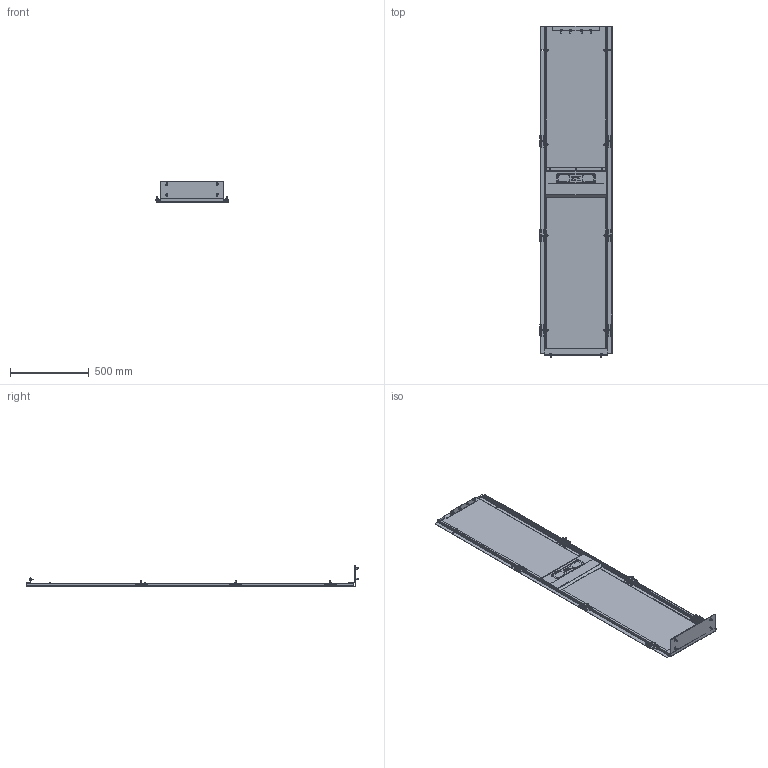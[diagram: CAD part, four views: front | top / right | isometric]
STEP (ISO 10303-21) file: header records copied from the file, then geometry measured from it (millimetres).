
FILE_DESCRIPTION (( 'STEP AP203' ), '1' );
FILE_NAME ('ITK DATAROW Ïàíåëü èçîë. ôð. 42U 400 ñåð..STEP', '2024-12-11T11:34:09', ( '' ), ( '' ), 'SwSTEP 2.0', 'SolidWorks 2022', '' );
FILE_SCHEMA (( 'CONFIG_CONTROL_DESIGN' ));
Length unit declared in the file: millimetre
Products named in the file (15): АГИЕ 282.02.00.002_-06; Болты с шестигранной головкой (повышенной точности) ГОСТ 7805_М8х20; АГИЕ 282.05.00.002_-03; АГИЕ 282.02.01.000СБ_-03; Гайка DIN 934_М 6; Винт полусфера с прессшайбой DIN 967_M6х20; Копия Лента уплотнительная самоклеющая УПСГ 2х15 мм^АГИЕ 282.02.00.000СБ_-03; ITK DATAROW Панель изол. фр. 42U 400 сер.; Копия Резьбовая заклепка потай^АГИЕ 282.02.01.000СБ_М6; АГИЕ 282.05.00.003_-03; АГИЕ 282.02.00.003_-00; АГИЕ 282.02.00.002_-07; АГИЕ 282.02.00.001_-03; АГИЕ 282.02.00.000СБ_-03; АГИЕ 282.02.00.005
Assembly tree (58 placements, depth 4):
  ITK DATAROW Панель изол. фр. 42U 400 сер.
    АГИЕ 282.02.00.000СБ_-03
      АГИЕ 282.02.01.000СБ_-03
        АГИЕ 282.02.00.001_-03
        Копия Резьбовая заклепка потай^АГИЕ 282.02.01.000СБ_М6  x12
      АГИЕ 282.05.00.002_-03
      АГИЕ 282.05.00.003_-03
      Копия Лента уплотнительная самоклеющая УПСГ 2х15 мм^АГИЕ 282.02.00.000СБ_-03  x2
    Болты с шестигранной головкой (повышенной точности) ГОСТ 7805_М8х20  x4
    Винт полусфера с прессшайбой DIN 967_M6х20  x18
    Гайка DIN 934_М 6  x6
    АГИЕ 282.02.00.002_-07
    АГИЕ 282.02.00.002_-06
    АГИЕ 282.02.00.003_-00  x3
    АГИЕ 282.02.00.005  x6
Bounding box: 460 x 2106.6 x 136.42 mm (x, y, z)
Volume: 2256754 mm3; surface area: 3417687.9 mm2
Topology: 56 solids, 56 shells, 2216 faces, 5528 edges, 3438 vertices
Faces by surface type: plane 1032, cylinder 624, cone 316, torus 120, sphere 94, bspline 30
Entity records: 29819 total; most frequent: CARTESIAN_POINT 5069, DIRECTION 4936, ORIENTED_EDGE 4384, EDGE_CURVE 2192, AXIS2_PLACEMENT_3D 1863, VERTEX_POINT 1342, LINE 1210, VECTOR 1210
